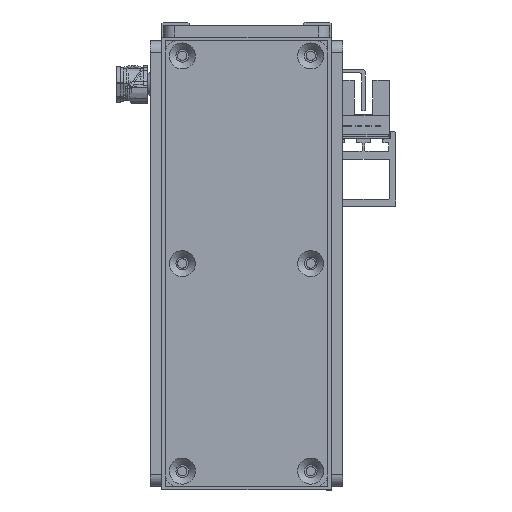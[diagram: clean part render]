
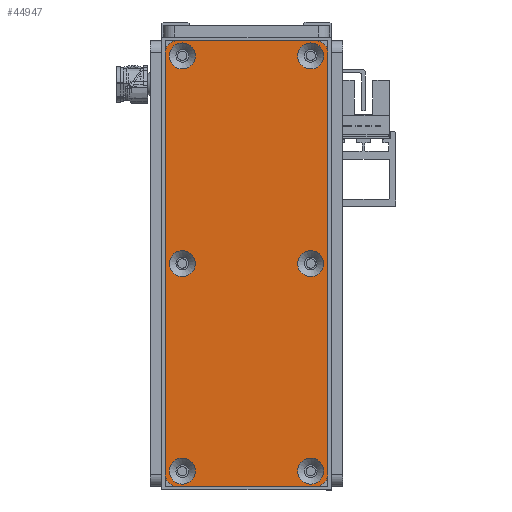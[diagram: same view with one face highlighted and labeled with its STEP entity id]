
A CAD part, front view. The second image highlights one B-rep face of the part: STEP entity #44947.
In plain terms, the highlighted face is planar.
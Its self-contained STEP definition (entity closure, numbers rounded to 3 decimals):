
#865=FACE_BOUND('',#6842,.T.);
#866=FACE_BOUND('',#6843,.T.);
#867=FACE_BOUND('',#6844,.T.);
#868=FACE_BOUND('',#6845,.T.);
#869=FACE_BOUND('',#6846,.T.);
#870=FACE_BOUND('',#6847,.T.);
#1588=PLANE('',#49011);
#4133=FACE_OUTER_BOUND('',#6841,.T.);
#6841=EDGE_LOOP('',(#36324,#36325,#36326,#36327,#36328,#36329,#36330,#36331));
#6842=EDGE_LOOP('',(#36332));
#6843=EDGE_LOOP('',(#36333));
#6844=EDGE_LOOP('',(#36334));
#6845=EDGE_LOOP('',(#36335));
#6846=EDGE_LOOP('',(#36336));
#6847=EDGE_LOOP('',(#36337));
#9916=LINE('',#71412,#14783);
#9920=LINE('',#71424,#14787);
#9924=LINE('',#71436,#14791);
#9928=LINE('',#71446,#14795);
#14783=VECTOR('',#57068,10.);
#14787=VECTOR('',#57080,10.);
#14791=VECTOR('',#57092,10.);
#14795=VECTOR('',#57104,10.);
#19094=CIRCLE('',#48965,3.45);
#19097=CIRCLE('',#48970,3.45);
#19100=CIRCLE('',#48975,3.45);
#19103=CIRCLE('',#48980,3.45);
#19106=CIRCLE('',#48985,3.45);
#19109=CIRCLE('',#48990,3.45);
#19113=CIRCLE('',#48996,3.);
#19115=CIRCLE('',#49000,3.);
#19117=CIRCLE('',#49004,3.);
#19119=CIRCLE('',#49008,3.);
#21350=VERTEX_POINT('',#71340);
#21353=VERTEX_POINT('',#71350);
#21356=VERTEX_POINT('',#71360);
#21359=VERTEX_POINT('',#71370);
#21362=VERTEX_POINT('',#71380);
#21365=VERTEX_POINT('',#71390);
#21370=VERTEX_POINT('',#71403);
#21371=VERTEX_POINT('',#71405);
#21373=VERTEX_POINT('',#71411);
#21375=VERTEX_POINT('',#71417);
#21377=VERTEX_POINT('',#71423);
#21379=VERTEX_POINT('',#71429);
#21381=VERTEX_POINT('',#71435);
#21383=VERTEX_POINT('',#71441);
#26685=EDGE_CURVE('',#21350,#21350,#19094,.T.);
#26690=EDGE_CURVE('',#21353,#21353,#19097,.T.);
#26695=EDGE_CURVE('',#21356,#21356,#19100,.T.);
#26700=EDGE_CURVE('',#21359,#21359,#19103,.T.);
#26705=EDGE_CURVE('',#21362,#21362,#19106,.T.);
#26710=EDGE_CURVE('',#21365,#21365,#19109,.T.);
#26717=EDGE_CURVE('',#21371,#21370,#19113,.T.);
#26720=EDGE_CURVE('',#21373,#21371,#9916,.T.);
#26723=EDGE_CURVE('',#21375,#21373,#19115,.T.);
#26726=EDGE_CURVE('',#21377,#21375,#9920,.T.);
#26729=EDGE_CURVE('',#21379,#21377,#19117,.T.);
#26732=EDGE_CURVE('',#21381,#21379,#9924,.T.);
#26735=EDGE_CURVE('',#21383,#21381,#19119,.T.);
#26738=EDGE_CURVE('',#21370,#21383,#9928,.T.);
#36324=ORIENTED_EDGE('',*,*,#26738,.T.);
#36325=ORIENTED_EDGE('',*,*,#26735,.T.);
#36326=ORIENTED_EDGE('',*,*,#26732,.T.);
#36327=ORIENTED_EDGE('',*,*,#26729,.T.);
#36328=ORIENTED_EDGE('',*,*,#26726,.T.);
#36329=ORIENTED_EDGE('',*,*,#26723,.T.);
#36330=ORIENTED_EDGE('',*,*,#26720,.T.);
#36331=ORIENTED_EDGE('',*,*,#26717,.T.);
#36332=ORIENTED_EDGE('',*,*,#26685,.T.);
#36333=ORIENTED_EDGE('',*,*,#26690,.T.);
#36334=ORIENTED_EDGE('',*,*,#26695,.T.);
#36335=ORIENTED_EDGE('',*,*,#26700,.T.);
#36336=ORIENTED_EDGE('',*,*,#26705,.T.);
#36337=ORIENTED_EDGE('',*,*,#26710,.T.);
#44947=ADVANCED_FACE('',(#4133,#865,#866,#867,#868,#869,#870),#1588,.T.);
#48965=AXIS2_PLACEMENT_3D('',#71341,#56987,#56988);
#48970=AXIS2_PLACEMENT_3D('',#71351,#56999,#57000);
#48975=AXIS2_PLACEMENT_3D('',#71361,#57011,#57012);
#48980=AXIS2_PLACEMENT_3D('',#71371,#57023,#57024);
#48985=AXIS2_PLACEMENT_3D('',#71381,#57035,#57036);
#48990=AXIS2_PLACEMENT_3D('',#71391,#57047,#57048);
#48996=AXIS2_PLACEMENT_3D('',#71406,#57062,#57063);
#49000=AXIS2_PLACEMENT_3D('',#71418,#57074,#57075);
#49004=AXIS2_PLACEMENT_3D('',#71430,#57086,#57087);
#49008=AXIS2_PLACEMENT_3D('',#71442,#57098,#57099);
#49011=AXIS2_PLACEMENT_3D('',#71448,#57107,#57108);
#56987=DIRECTION('center_axis',(0.,0.,-1.));
#56988=DIRECTION('ref_axis',(1.,0.,0.));
#56999=DIRECTION('center_axis',(0.,0.,-1.));
#57000=DIRECTION('ref_axis',(1.,0.,0.));
#57011=DIRECTION('center_axis',(0.,0.,-1.));
#57012=DIRECTION('ref_axis',(1.,0.,0.));
#57023=DIRECTION('center_axis',(0.,0.,-1.));
#57024=DIRECTION('ref_axis',(1.,0.,0.));
#57035=DIRECTION('center_axis',(0.,0.,-1.));
#57036=DIRECTION('ref_axis',(1.,0.,0.));
#57047=DIRECTION('center_axis',(0.,0.,-1.));
#57048=DIRECTION('ref_axis',(1.,0.,0.));
#57062=DIRECTION('center_axis',(0.,0.,1.));
#57063=DIRECTION('ref_axis',(-1.,0.,0.));
#57068=DIRECTION('',(0.,1.,0.));
#57074=DIRECTION('center_axis',(0.,0.,1.));
#57075=DIRECTION('ref_axis',(0.,1.,0.));
#57080=DIRECTION('',(1.,0.,0.));
#57086=DIRECTION('center_axis',(0.,0.,1.));
#57087=DIRECTION('ref_axis',(1.,0.,0.));
#57092=DIRECTION('',(0.,-1.,0.));
#57098=DIRECTION('center_axis',(0.,0.,1.));
#57099=DIRECTION('ref_axis',(0.,-1.,0.));
#57104=DIRECTION('',(-1.,0.,0.));
#57107=DIRECTION('center_axis',(0.,0.,1.));
#57108=DIRECTION('ref_axis',(1.,0.,0.));
#71340=CARTESIAN_POINT('',(110.55,4.5,3.));
#71341=CARTESIAN_POINT('Origin',(114.,4.5,3.));
#71350=CARTESIAN_POINT('',(55.55,38.5,3.));
#71351=CARTESIAN_POINT('Origin',(59.,38.5,3.));
#71360=CARTESIAN_POINT('',(55.55,4.5,3.));
#71361=CARTESIAN_POINT('Origin',(59.,4.5,3.));
#71370=CARTESIAN_POINT('',(0.55,38.5,3.));
#71371=CARTESIAN_POINT('Origin',(4.,38.5,3.));
#71380=CARTESIAN_POINT('',(110.55,38.5,3.));
#71381=CARTESIAN_POINT('Origin',(114.,38.5,3.));
#71390=CARTESIAN_POINT('',(0.55,4.5,3.));
#71391=CARTESIAN_POINT('Origin',(4.,4.5,3.));
#71403=CARTESIAN_POINT('',(115.,43.,3.));
#71405=CARTESIAN_POINT('',(118.,40.,3.));
#71406=CARTESIAN_POINT('Origin',(115.,40.,3.));
#71411=CARTESIAN_POINT('',(118.,3.,3.));
#71412=CARTESIAN_POINT('',(118.,40.,3.));
#71417=CARTESIAN_POINT('',(115.,0.,3.));
#71418=CARTESIAN_POINT('Origin',(115.,3.,3.));
#71423=CARTESIAN_POINT('',(3.,0.,3.));
#71424=CARTESIAN_POINT('',(115.,0.,3.));
#71429=CARTESIAN_POINT('',(0.,3.,3.));
#71430=CARTESIAN_POINT('Origin',(3.,3.,3.));
#71435=CARTESIAN_POINT('',(0.,40.,3.));
#71436=CARTESIAN_POINT('',(0.,3.,3.));
#71441=CARTESIAN_POINT('',(3.,43.,3.));
#71442=CARTESIAN_POINT('Origin',(3.,40.,3.));
#71446=CARTESIAN_POINT('',(3.,43.,3.));
#71448=CARTESIAN_POINT('Origin',(59.,21.5,3.));
